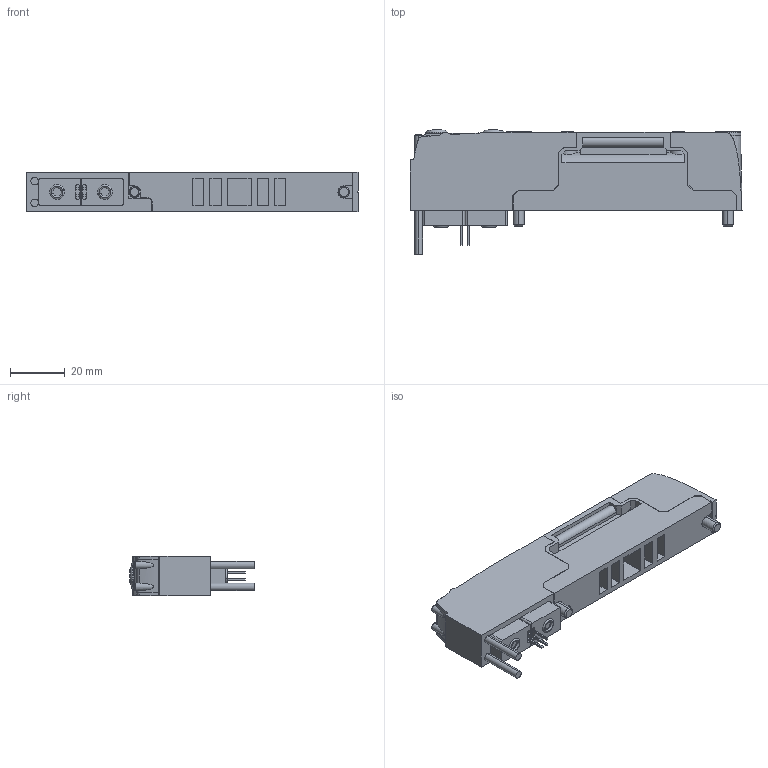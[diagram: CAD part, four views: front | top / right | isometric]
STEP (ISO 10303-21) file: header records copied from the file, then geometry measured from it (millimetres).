
FILE_DESCRIPTION (( 'STEP AP203' ), '1' );
FILE_NAME ('PAL-V2-32C32A.step', '2020-10-29T13:43:17', ( '' ), ( '' ), 'SwSTEP 2.0', 'SolidWorks 2019', '' );
FILE_SCHEMA (( 'CONFIG_CONTROL_DESIGN' ));
Length unit declared in the file: millimetre
Products named in the file (1): PAL-V2-32C32A
Bounding box: 120.8 x 45.4 x 14.2 mm (x, y, z)
Volume: 44728.9 mm3; surface area: 18020.1 mm2
Topology: 1 solids, 1 shells, 555 faces, 1492 edges, 982 vertices
Faces by surface type: plane 397, cylinder 121, torus 24, cone 13
Entity records: 17757 total; most frequent: CARTESIAN_POINT 3684, ORIENTED_EDGE 2984, DIRECTION 2800, EDGE_CURVE 1492, LINE 1092, VECTOR 1092, VERTEX_POINT 982, AXIS2_PLACEMENT_3D 854
